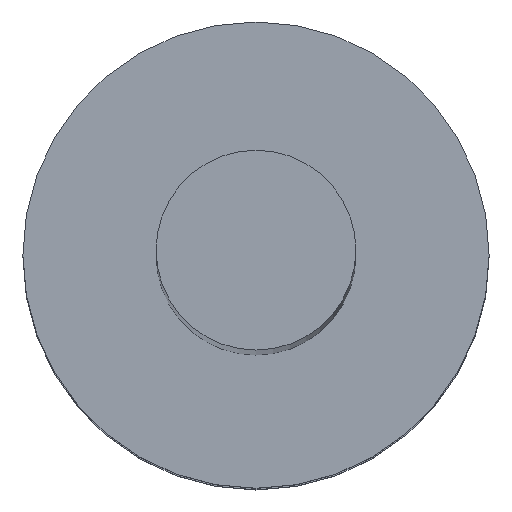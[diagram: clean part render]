
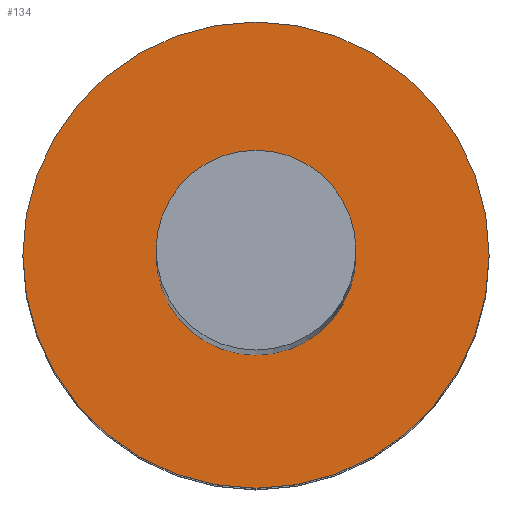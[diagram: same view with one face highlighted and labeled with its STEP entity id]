
A CAD part, top view. The second image highlights one B-rep face of the part: STEP entity #134.
In plain terms, the highlighted planar face has unit normal (0, 0, 1).
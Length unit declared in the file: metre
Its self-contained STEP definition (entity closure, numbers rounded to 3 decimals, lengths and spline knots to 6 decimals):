
#30=PLANE('',#190);
#42=ORIENTED_EDGE('',*,*,#56,.F.);
#43=ORIENTED_EDGE('',*,*,#58,.T.);
#56=EDGE_CURVE('',#66,#66,#76,.T.);
#58=EDGE_CURVE('',#68,#68,#78,.T.);
#66=VERTEX_POINT('',#263);
#68=VERTEX_POINT('',#268);
#76=CIRCLE('',#185,0.015);
#78=CIRCLE('',#188,0.035);
#92=EDGE_LOOP('',(#42));
#93=EDGE_LOOP('',(#43));
#112=FACE_BOUND('',#92,.T.);
#113=FACE_BOUND('',#93,.T.);
#134=ADVANCED_FACE('',(#112,#113),#30,.T.);
#185=AXIS2_PLACEMENT_3D('',#262,#218,#219);
#188=AXIS2_PLACEMENT_3D('',#267,#224,#225);
#190=AXIS2_PLACEMENT_3D('',#271,#228,#229);
#218=DIRECTION('',(0.,0.,1.));
#219=DIRECTION('',(1.,0.,0.));
#224=DIRECTION('',(0.,0.,1.));
#225=DIRECTION('',(1.,0.,0.));
#228=DIRECTION('',(0.,0.,1.));
#229=DIRECTION('',(1.,0.,0.));
#262=CARTESIAN_POINT('',(0.,0.,0.29));
#263=CARTESIAN_POINT('',(0.015,0.,0.29));
#267=CARTESIAN_POINT('',(0.,0.,0.29));
#268=CARTESIAN_POINT('',(0.035,0.,0.29));
#271=CARTESIAN_POINT('',(0.,0.,0.29));
